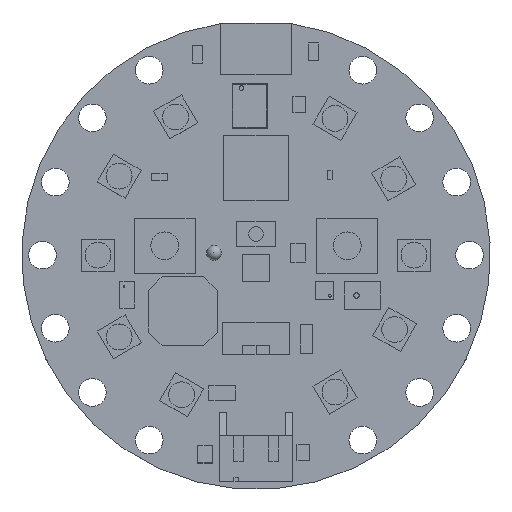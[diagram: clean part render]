
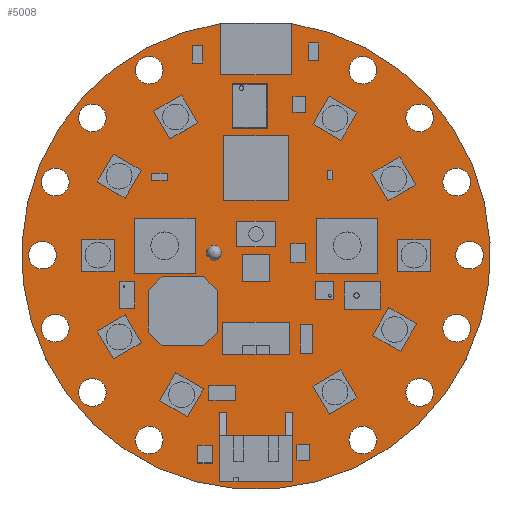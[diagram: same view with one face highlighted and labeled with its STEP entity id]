
A CAD part, top view. The second image highlights one B-rep face of the part: STEP entity #5008.
In plain terms, the highlighted planar face has unit normal (0, 0, 1).
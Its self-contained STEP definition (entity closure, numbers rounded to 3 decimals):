
#74=FACE_BOUND('',#907,.T.);
#75=FACE_BOUND('',#908,.T.);
#76=FACE_BOUND('',#909,.T.);
#77=FACE_BOUND('',#910,.T.);
#78=FACE_BOUND('',#911,.T.);
#79=FACE_BOUND('',#912,.T.);
#80=FACE_BOUND('',#913,.T.);
#81=FACE_BOUND('',#914,.T.);
#82=FACE_BOUND('',#915,.T.);
#83=FACE_BOUND('',#916,.T.);
#84=FACE_BOUND('',#917,.T.);
#85=FACE_BOUND('',#918,.T.);
#86=FACE_BOUND('',#919,.T.);
#87=FACE_BOUND('',#920,.T.);
#193=PLANE('',#5438);
#580=FACE_OUTER_BOUND('',#906,.T.);
#906=EDGE_LOOP('',(#3948,#3949));
#907=EDGE_LOOP('',(#3950));
#908=EDGE_LOOP('',(#3951));
#909=EDGE_LOOP('',(#3952));
#910=EDGE_LOOP('',(#3953));
#911=EDGE_LOOP('',(#3954));
#912=EDGE_LOOP('',(#3955));
#913=EDGE_LOOP('',(#3956));
#914=EDGE_LOOP('',(#3957));
#915=EDGE_LOOP('',(#3958));
#916=EDGE_LOOP('',(#3959));
#917=EDGE_LOOP('',(#3960));
#918=EDGE_LOOP('',(#3961));
#919=EDGE_LOOP('',(#3962));
#920=EDGE_LOOP('',(#3963));
#1314=LINE('',#7525,#1913);
#1913=VECTOR('',#6162,10.);
#2364=CIRCLE('',#5393,1.5);
#2366=CIRCLE('',#5396,1.5);
#2368=CIRCLE('',#5399,1.5);
#2370=CIRCLE('',#5402,1.5);
#2372=CIRCLE('',#5405,1.5);
#2374=CIRCLE('',#5408,1.5);
#2376=CIRCLE('',#5411,1.5);
#2378=CIRCLE('',#5414,1.5);
#2380=CIRCLE('',#5417,1.5);
#2382=CIRCLE('',#5420,1.5);
#2384=CIRCLE('',#5423,1.5);
#2386=CIRCLE('',#5426,1.5);
#2388=CIRCLE('',#5429,1.5);
#2390=CIRCLE('',#5432,1.5);
#2393=CIRCLE('',#5437,25.43);
#2530=VERTEX_POINT('',#7435);
#2532=VERTEX_POINT('',#7441);
#2534=VERTEX_POINT('',#7447);
#2536=VERTEX_POINT('',#7453);
#2538=VERTEX_POINT('',#7459);
#2540=VERTEX_POINT('',#7465);
#2542=VERTEX_POINT('',#7471);
#2544=VERTEX_POINT('',#7477);
#2546=VERTEX_POINT('',#7483);
#2548=VERTEX_POINT('',#7489);
#2550=VERTEX_POINT('',#7495);
#2552=VERTEX_POINT('',#7501);
#2554=VERTEX_POINT('',#7507);
#2556=VERTEX_POINT('',#7513);
#2560=VERTEX_POINT('',#7522);
#2561=VERTEX_POINT('',#7524);
#3035=EDGE_CURVE('',#2530,#2530,#2364,.T.);
#3038=EDGE_CURVE('',#2532,#2532,#2366,.T.);
#3041=EDGE_CURVE('',#2534,#2534,#2368,.T.);
#3044=EDGE_CURVE('',#2536,#2536,#2370,.T.);
#3047=EDGE_CURVE('',#2538,#2538,#2372,.T.);
#3050=EDGE_CURVE('',#2540,#2540,#2374,.T.);
#3053=EDGE_CURVE('',#2542,#2542,#2376,.T.);
#3056=EDGE_CURVE('',#2544,#2544,#2378,.T.);
#3059=EDGE_CURVE('',#2546,#2546,#2380,.T.);
#3062=EDGE_CURVE('',#2548,#2548,#2382,.T.);
#3065=EDGE_CURVE('',#2550,#2550,#2384,.T.);
#3068=EDGE_CURVE('',#2552,#2552,#2386,.T.);
#3071=EDGE_CURVE('',#2554,#2554,#2388,.T.);
#3074=EDGE_CURVE('',#2556,#2556,#2390,.T.);
#3079=EDGE_CURVE('',#2561,#2560,#1314,.T.);
#3082=EDGE_CURVE('',#2560,#2561,#2393,.T.);
#3948=ORIENTED_EDGE('',*,*,#3082,.T.);
#3949=ORIENTED_EDGE('',*,*,#3079,.T.);
#3950=ORIENTED_EDGE('',*,*,#3074,.T.);
#3951=ORIENTED_EDGE('',*,*,#3071,.T.);
#3952=ORIENTED_EDGE('',*,*,#3068,.T.);
#3953=ORIENTED_EDGE('',*,*,#3065,.T.);
#3954=ORIENTED_EDGE('',*,*,#3062,.T.);
#3955=ORIENTED_EDGE('',*,*,#3059,.T.);
#3956=ORIENTED_EDGE('',*,*,#3056,.T.);
#3957=ORIENTED_EDGE('',*,*,#3053,.T.);
#3958=ORIENTED_EDGE('',*,*,#3050,.T.);
#3959=ORIENTED_EDGE('',*,*,#3047,.T.);
#3960=ORIENTED_EDGE('',*,*,#3044,.T.);
#3961=ORIENTED_EDGE('',*,*,#3041,.T.);
#3962=ORIENTED_EDGE('',*,*,#3038,.T.);
#3963=ORIENTED_EDGE('',*,*,#3035,.T.);
#5008=ADVANCED_FACE('',(#580,#74,#75,#76,#77,#78,#79,#80,#81,#82,#83,#84,
#85,#86,#87),#193,.T.);
#5393=AXIS2_PLACEMENT_3D('',#7436,#6062,#6063);
#5396=AXIS2_PLACEMENT_3D('',#7442,#6069,#6070);
#5399=AXIS2_PLACEMENT_3D('',#7448,#6076,#6077);
#5402=AXIS2_PLACEMENT_3D('',#7454,#6083,#6084);
#5405=AXIS2_PLACEMENT_3D('',#7460,#6090,#6091);
#5408=AXIS2_PLACEMENT_3D('',#7466,#6097,#6098);
#5411=AXIS2_PLACEMENT_3D('',#7472,#6104,#6105);
#5414=AXIS2_PLACEMENT_3D('',#7478,#6111,#6112);
#5417=AXIS2_PLACEMENT_3D('',#7484,#6118,#6119);
#5420=AXIS2_PLACEMENT_3D('',#7490,#6125,#6126);
#5423=AXIS2_PLACEMENT_3D('',#7496,#6132,#6133);
#5426=AXIS2_PLACEMENT_3D('',#7502,#6139,#6140);
#5429=AXIS2_PLACEMENT_3D('',#7508,#6146,#6147);
#5432=AXIS2_PLACEMENT_3D('',#7514,#6153,#6154);
#5437=AXIS2_PLACEMENT_3D('',#7529,#6168,#6169);
#5438=AXIS2_PLACEMENT_3D('',#7530,#6170,#6171);
#6062=DIRECTION('center_axis',(0.,0.,-1.));
#6063=DIRECTION('ref_axis',(1.,0.,0.));
#6069=DIRECTION('center_axis',(0.,0.,-1.));
#6070=DIRECTION('ref_axis',(1.,0.,0.));
#6076=DIRECTION('center_axis',(0.,0.,-1.));
#6077=DIRECTION('ref_axis',(1.,0.,0.));
#6083=DIRECTION('center_axis',(0.,0.,-1.));
#6084=DIRECTION('ref_axis',(1.,0.,0.));
#6090=DIRECTION('center_axis',(0.,0.,-1.));
#6091=DIRECTION('ref_axis',(1.,0.,0.));
#6097=DIRECTION('center_axis',(0.,0.,-1.));
#6098=DIRECTION('ref_axis',(1.,0.,0.));
#6104=DIRECTION('center_axis',(0.,0.,-1.));
#6105=DIRECTION('ref_axis',(1.,0.,0.));
#6111=DIRECTION('center_axis',(0.,0.,-1.));
#6112=DIRECTION('ref_axis',(1.,0.,0.));
#6118=DIRECTION('center_axis',(0.,0.,-1.));
#6119=DIRECTION('ref_axis',(1.,0.,0.));
#6125=DIRECTION('center_axis',(0.,0.,-1.));
#6126=DIRECTION('ref_axis',(1.,0.,0.));
#6132=DIRECTION('center_axis',(0.,0.,-1.));
#6133=DIRECTION('ref_axis',(1.,0.,0.));
#6139=DIRECTION('center_axis',(0.,0.,-1.));
#6140=DIRECTION('ref_axis',(1.,0.,0.));
#6146=DIRECTION('center_axis',(0.,0.,-1.));
#6147=DIRECTION('ref_axis',(1.,0.,0.));
#6153=DIRECTION('center_axis',(0.,0.,-1.));
#6154=DIRECTION('ref_axis',(1.,0.,0.));
#6162=DIRECTION('',(-1.,0.,0.));
#6168=DIRECTION('center_axis',(0.,0.,1.));
#6169=DIRECTION('ref_axis',(1.,0.,0.));
#6170=DIRECTION('center_axis',(0.,0.,1.));
#6171=DIRECTION('ref_axis',(1.,0.,0.));
#7435=CARTESIAN_POINT('',(10.089,-20.072,1.6));
#7436=CARTESIAN_POINT('Origin',(11.589,-20.072,1.6));
#7441=CARTESIAN_POINT('',(16.255,-14.898,1.6));
#7442=CARTESIAN_POINT('Origin',(17.755,-14.898,1.6));
#7447=CARTESIAN_POINT('',(-23.28,7.927,1.6));
#7448=CARTESIAN_POINT('Origin',(-21.78,7.927,1.6));
#7453=CARTESIAN_POINT('',(-19.255,14.898,1.6));
#7454=CARTESIAN_POINT('Origin',(-17.755,14.898,1.6));
#7459=CARTESIAN_POINT('',(-13.089,-20.072,1.6));
#7460=CARTESIAN_POINT('Origin',(-11.589,-20.072,1.6));
#7465=CARTESIAN_POINT('',(-13.089,20.072,1.6));
#7466=CARTESIAN_POINT('Origin',(-11.589,20.072,1.6));
#7471=CARTESIAN_POINT('',(10.089,20.072,1.6));
#7472=CARTESIAN_POINT('Origin',(11.589,20.072,1.6));
#7477=CARTESIAN_POINT('',(-19.255,-14.898,1.6));
#7478=CARTESIAN_POINT('Origin',(-17.755,-14.898,1.6));
#7483=CARTESIAN_POINT('',(20.28,-7.927,1.6));
#7484=CARTESIAN_POINT('Origin',(21.78,-7.927,1.6));
#7489=CARTESIAN_POINT('',(21.678,0.,1.6));
#7490=CARTESIAN_POINT('Origin',(23.178,0.,1.6));
#7495=CARTESIAN_POINT('',(-23.28,-7.927,1.6));
#7496=CARTESIAN_POINT('Origin',(-21.78,-7.927,1.6));
#7501=CARTESIAN_POINT('',(20.28,7.927,1.6));
#7502=CARTESIAN_POINT('Origin',(21.78,7.927,1.6));
#7507=CARTESIAN_POINT('',(-24.678,0.,1.6));
#7508=CARTESIAN_POINT('Origin',(-23.178,0.,1.6));
#7513=CARTESIAN_POINT('',(16.255,14.898,1.6));
#7514=CARTESIAN_POINT('Origin',(17.755,14.898,1.6));
#7522=CARTESIAN_POINT('',(-3.757,25.151,1.6));
#7524=CARTESIAN_POINT('',(3.757,25.151,1.6));
#7525=CARTESIAN_POINT('',(-9.,25.151,1.6));
#7529=CARTESIAN_POINT('Origin',(0.,0.,1.6));
#7530=CARTESIAN_POINT('Origin',(0.,-0.139,1.6));
